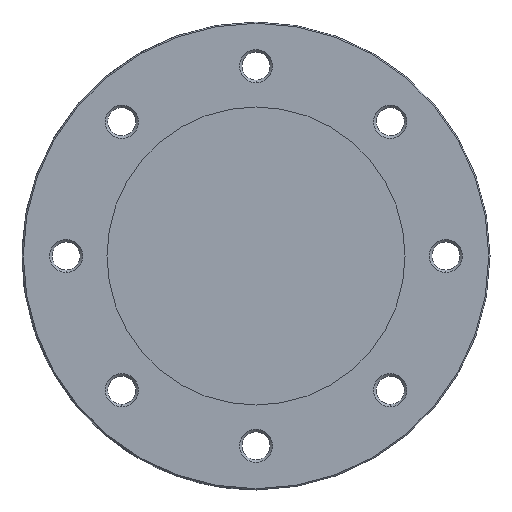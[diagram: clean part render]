
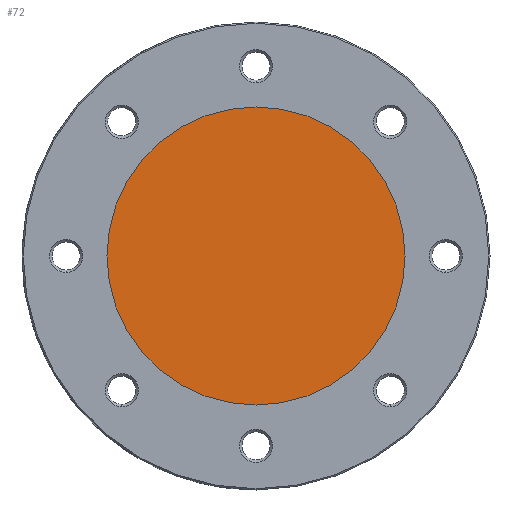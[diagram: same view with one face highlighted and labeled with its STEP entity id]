
A CAD part, front view. The second image highlights one B-rep face of the part: STEP entity #72.
In plain terms, the highlighted planar face has unit normal (0, -1, 0).
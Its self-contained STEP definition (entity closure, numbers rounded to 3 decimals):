
#72 = ADVANCED_FACE ( 'NONE', ( #213 ), #1146, .T. ) ;
#173 = AXIS2_PLACEMENT_3D ( 'NONE', #350, #1894, #2461 ) ;
#211 = CARTESIAN_POINT ( 'NONE',  ( 0., 0., 0. ) ) ;
#213 = FACE_OUTER_BOUND ( 'NONE', #521, .T. ) ;
#255 = DIRECTION ( 'NONE',  ( 0., 0., -1. ) ) ;
#350 = CARTESIAN_POINT ( 'NONE',  ( 0., 0., 0. ) ) ;
#394 = DIRECTION ( 'NONE',  ( 0., 0., -1. ) ) ;
#515 = AXIS2_PLACEMENT_3D ( 'NONE', #211, #1531, #394 ) ;
#521 = EDGE_LOOP ( 'NONE', ( #2352, #1449 ) ) ;
#850 = VERTEX_POINT ( 'NONE', #1844 ) ;
#1012 = EDGE_CURVE ( 'NONE', #1828, #850, #1703, .T. ) ;
#1146 = PLANE ( 'NONE',  #173 ) ;
#1231 = CARTESIAN_POINT ( 'NONE',  ( 0., 0., 0. ) ) ;
#1255 = DIRECTION ( 'NONE',  ( 0., -1., 0. ) ) ;
#1280 = CARTESIAN_POINT ( 'NONE',  ( 0., 0., -40.9 ) ) ;
#1449 = ORIENTED_EDGE ( 'NONE', *, *, #1012, .T. ) ;
#1531 = DIRECTION ( 'NONE',  ( 0., -1., 0. ) ) ;
#1703 = CIRCLE ( 'NONE', #2360, 40.9 ) ;
#1828 = VERTEX_POINT ( 'NONE', #1280 ) ;
#1844 = CARTESIAN_POINT ( 'NONE',  ( 0., 0., 40.9 ) ) ;
#1894 = DIRECTION ( 'NONE',  ( 0., -1., 0. ) ) ;
#2352 = ORIENTED_EDGE ( 'NONE', *, *, #2408, .T. ) ;
#2360 = AXIS2_PLACEMENT_3D ( 'NONE', #1231, #1255, #255 ) ;
#2383 = CIRCLE ( 'NONE', #515, 40.9 ) ;
#2408 = EDGE_CURVE ( 'NONE', #850, #1828, #2383, .T. ) ;
#2461 = DIRECTION ( 'NONE',  ( 0., 0., -1. ) ) ;
